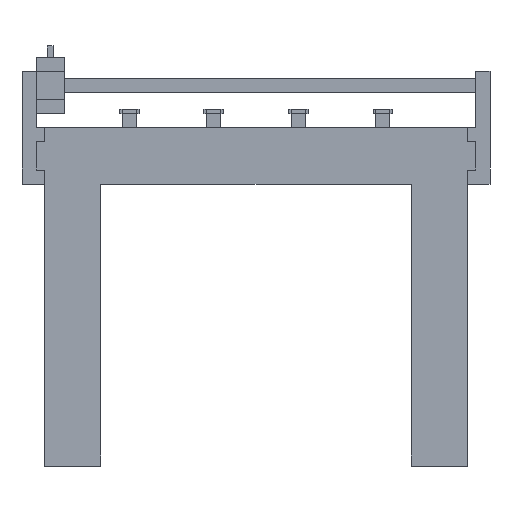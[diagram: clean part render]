
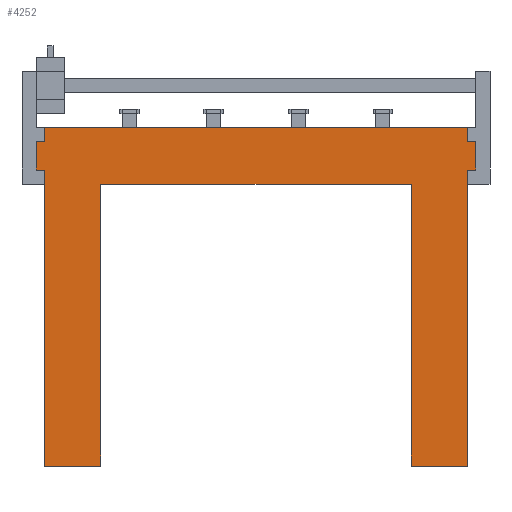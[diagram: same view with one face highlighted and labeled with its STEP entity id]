
A CAD part, front view. The second image highlights one B-rep face of the part: STEP entity #4252.
In plain terms, the highlighted face is planar.
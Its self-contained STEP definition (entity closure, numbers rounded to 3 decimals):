
#230=FACE_OUTER_BOUND('',#483,.T.);
#483=EDGE_LOOP('',(#3258,#3259,#3260,#3261,#3262,#3263,#3264,#3265,#3266,
#3267,#3268,#3269,#3270,#3271,#3272,#3273));
#883=LINE('',#6392,#1458);
#887=LINE('',#6400,#1462);
#888=LINE('',#6402,#1463);
#889=LINE('',#6404,#1464);
#890=LINE('',#6406,#1465);
#891=LINE('',#6408,#1466);
#892=LINE('',#6410,#1467);
#893=LINE('',#6412,#1468);
#894=LINE('',#6414,#1469);
#895=LINE('',#6416,#1470);
#896=LINE('',#6418,#1471);
#897=LINE('',#6420,#1472);
#898=LINE('',#6422,#1473);
#899=LINE('',#6424,#1474);
#900=LINE('',#6426,#1475);
#901=LINE('',#6427,#1476);
#1458=VECTOR('',#5241,10.);
#1462=VECTOR('',#5247,10.);
#1463=VECTOR('',#5248,10.);
#1464=VECTOR('',#5249,10.);
#1465=VECTOR('',#5250,10.);
#1466=VECTOR('',#5251,10.);
#1467=VECTOR('',#5252,10.);
#1468=VECTOR('',#5253,10.);
#1469=VECTOR('',#5254,10.);
#1470=VECTOR('',#5255,10.);
#1471=VECTOR('',#5256,10.);
#1472=VECTOR('',#5257,10.);
#1473=VECTOR('',#5258,10.);
#1474=VECTOR('',#5259,10.);
#1475=VECTOR('',#5260,10.);
#1476=VECTOR('',#5261,10.);
#1945=VERTEX_POINT('',#6390);
#1946=VERTEX_POINT('',#6391);
#1949=VERTEX_POINT('',#6399);
#1950=VERTEX_POINT('',#6401);
#1951=VERTEX_POINT('',#6403);
#1952=VERTEX_POINT('',#6405);
#1953=VERTEX_POINT('',#6407);
#1954=VERTEX_POINT('',#6409);
#1955=VERTEX_POINT('',#6411);
#1956=VERTEX_POINT('',#6413);
#1957=VERTEX_POINT('',#6415);
#1958=VERTEX_POINT('',#6417);
#1959=VERTEX_POINT('',#6419);
#1960=VERTEX_POINT('',#6421);
#1961=VERTEX_POINT('',#6423);
#1962=VERTEX_POINT('',#6425);
#2415=EDGE_CURVE('',#1945,#1946,#883,.T.);
#2419=EDGE_CURVE('',#1946,#1949,#887,.T.);
#2420=EDGE_CURVE('',#1949,#1950,#888,.T.);
#2421=EDGE_CURVE('',#1951,#1950,#889,.T.);
#2422=EDGE_CURVE('',#1952,#1951,#890,.T.);
#2423=EDGE_CURVE('',#1952,#1953,#891,.T.);
#2424=EDGE_CURVE('',#1954,#1953,#892,.T.);
#2425=EDGE_CURVE('',#1955,#1954,#893,.T.);
#2426=EDGE_CURVE('',#1955,#1956,#894,.T.);
#2427=EDGE_CURVE('',#1957,#1956,#895,.T.);
#2428=EDGE_CURVE('',#1958,#1957,#896,.T.);
#2429=EDGE_CURVE('',#1959,#1958,#897,.T.);
#2430=EDGE_CURVE('',#1960,#1959,#898,.T.);
#2431=EDGE_CURVE('',#1960,#1961,#899,.T.);
#2432=EDGE_CURVE('',#1961,#1962,#900,.T.);
#2433=EDGE_CURVE('',#1945,#1962,#901,.T.);
#3258=ORIENTED_EDGE('',*,*,#2415,.T.);
#3259=ORIENTED_EDGE('',*,*,#2419,.T.);
#3260=ORIENTED_EDGE('',*,*,#2420,.T.);
#3261=ORIENTED_EDGE('',*,*,#2421,.F.);
#3262=ORIENTED_EDGE('',*,*,#2422,.F.);
#3263=ORIENTED_EDGE('',*,*,#2423,.T.);
#3264=ORIENTED_EDGE('',*,*,#2424,.F.);
#3265=ORIENTED_EDGE('',*,*,#2425,.F.);
#3266=ORIENTED_EDGE('',*,*,#2426,.T.);
#3267=ORIENTED_EDGE('',*,*,#2427,.F.);
#3268=ORIENTED_EDGE('',*,*,#2428,.F.);
#3269=ORIENTED_EDGE('',*,*,#2429,.F.);
#3270=ORIENTED_EDGE('',*,*,#2430,.F.);
#3271=ORIENTED_EDGE('',*,*,#2431,.T.);
#3272=ORIENTED_EDGE('',*,*,#2432,.T.);
#3273=ORIENTED_EDGE('',*,*,#2433,.F.);
#4001=PLANE('',#4586);
#4252=ADVANCED_FACE('',(#230),#4001,.T.);
#4586=AXIS2_PLACEMENT_3D('',#6398,#5245,#5246);
#5241=DIRECTION('',(0.,0.,1.));
#5245=DIRECTION('center_axis',(-1.,0.,0.));
#5246=DIRECTION('ref_axis',(0.,0.,1.));
#5247=DIRECTION('',(0.,1.,0.));
#5248=DIRECTION('',(0.,0.,1.));
#5249=DIRECTION('',(0.,-1.,0.));
#5250=DIRECTION('',(0.,0.,1.));
#5251=DIRECTION('',(0.,1.,0.));
#5252=DIRECTION('',(0.,0.,1.));
#5253=DIRECTION('',(0.,1.,0.));
#5254=DIRECTION('',(0.,0.,-1.));
#5255=DIRECTION('',(0.,1.,0.));
#5256=DIRECTION('',(0.,0.,-1.));
#5257=DIRECTION('',(0.,1.,0.));
#5258=DIRECTION('',(0.,0.,-1.));
#5259=DIRECTION('',(0.,1.,0.));
#5260=DIRECTION('',(0.,0.,1.));
#5261=DIRECTION('',(0.,1.,0.));
#6390=CARTESIAN_POINT('',(-27.,0.,43.));
#6391=CARTESIAN_POINT('',(-27.,0.,45.));
#6392=CARTESIAN_POINT('',(-27.,0.,43.));
#6398=CARTESIAN_POINT('Origin',(-27.,0.,43.));
#6399=CARTESIAN_POINT('',(-27.,10.5,45.));
#6400=CARTESIAN_POINT('',(-27.,0.,45.));
#6401=CARTESIAN_POINT('',(-27.,10.5,45.3));
#6402=CARTESIAN_POINT('',(-27.,10.5,45.));
#6403=CARTESIAN_POINT('',(-27.,11.5,45.3));
#6404=CARTESIAN_POINT('',(-27.,11.5,45.3));
#6405=CARTESIAN_POINT('',(-27.,11.5,45.));
#6406=CARTESIAN_POINT('',(-27.,11.5,45.));
#6407=CARTESIAN_POINT('',(-27.,12.,45.));
#6408=CARTESIAN_POINT('',(-27.,0.,45.));
#6409=CARTESIAN_POINT('',(-27.,12.,30.));
#6410=CARTESIAN_POINT('',(-27.,12.,30.));
#6411=CARTESIAN_POINT('',(-27.,11.5,30.));
#6412=CARTESIAN_POINT('',(-27.,0.,30.));
#6413=CARTESIAN_POINT('',(-27.,11.5,29.7));
#6414=CARTESIAN_POINT('',(-27.,11.5,30.));
#6415=CARTESIAN_POINT('',(-27.,10.5,29.7));
#6416=CARTESIAN_POINT('',(-27.,11.5,29.7));
#6417=CARTESIAN_POINT('',(-27.,10.5,30.));
#6418=CARTESIAN_POINT('',(-27.,10.5,30.));
#6419=CARTESIAN_POINT('',(-27.,0.,30.));
#6420=CARTESIAN_POINT('',(-27.,0.,30.));
#6421=CARTESIAN_POINT('',(-27.,0.,32.));
#6422=CARTESIAN_POINT('',(-27.,0.,32.));
#6423=CARTESIAN_POINT('',(-27.,10.,32.));
#6424=CARTESIAN_POINT('',(-27.,0.,32.));
#6425=CARTESIAN_POINT('',(-27.,10.,43.));
#6426=CARTESIAN_POINT('',(-27.,10.,30.));
#6427=CARTESIAN_POINT('',(-27.,0.,43.));
